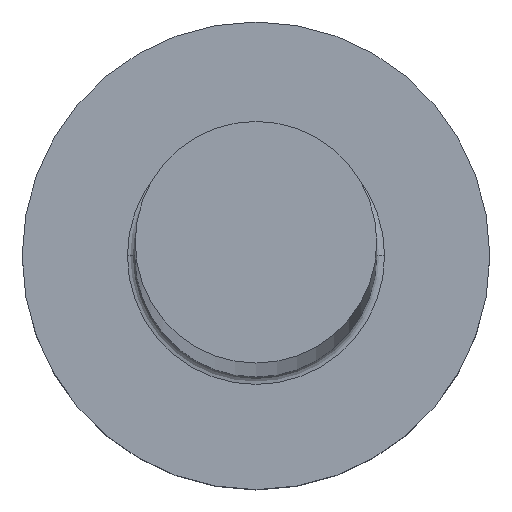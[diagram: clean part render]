
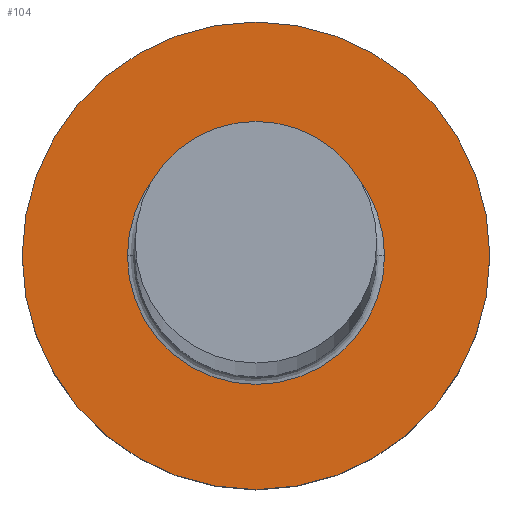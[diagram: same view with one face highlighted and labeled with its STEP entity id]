
A CAD part, top view. The second image highlights one B-rep face of the part: STEP entity #104.
In plain terms, the highlighted planar face has unit normal (0, 0, 1).
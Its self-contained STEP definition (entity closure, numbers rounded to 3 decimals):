
#13 = CARTESIAN_POINT ( 'NONE',  ( 0., 0., 5. ) ) ;
#16 = EDGE_CURVE ( 'NONE', #299, #45, #293, .T. ) ;
#17 = AXIS2_PLACEMENT_3D ( 'NONE', #124, #193, #171 ) ;
#22 = CARTESIAN_POINT ( 'NONE',  ( 0., 0., 5. ) ) ;
#23 = CIRCLE ( 'NONE', #167, 3.3 ) ;
#35 = ORIENTED_EDGE ( 'NONE', *, *, #49, .T. ) ;
#40 = AXIS2_PLACEMENT_3D ( 'NONE', #95, #144, #235 ) ;
#41 = EDGE_CURVE ( 'NONE', #45, #299, #23, .T. ) ;
#45 = VERTEX_POINT ( 'NONE', #47 ) ;
#47 = CARTESIAN_POINT ( 'NONE',  ( -3.3, 0., 5. ) ) ;
#49 = EDGE_CURVE ( 'NONE', #233, #254, #182, .T. ) ;
#67 = DIRECTION ( 'NONE',  ( 0., 0., 1. ) ) ;
#69 = ORIENTED_EDGE ( 'NONE', *, *, #16, .T. ) ;
#70 = EDGE_LOOP ( 'NONE', ( #69, #188 ) ) ;
#72 = AXIS2_PLACEMENT_3D ( 'NONE', #13, #67, #226 ) ;
#95 = CARTESIAN_POINT ( 'NONE',  ( 0., 0., 5. ) ) ;
#101 = CIRCLE ( 'NONE', #72, 6. ) ;
#104 = ADVANCED_FACE ( 'NONE', ( #238, #307 ), #305, .T. ) ;
#124 = CARTESIAN_POINT ( 'NONE',  ( 0., 0., 5. ) ) ;
#143 = DIRECTION ( 'NONE',  ( 1., 0., 0. ) ) ;
#144 = DIRECTION ( 'NONE',  ( 0., 0., 1. ) ) ;
#152 = CARTESIAN_POINT ( 'NONE',  ( 3.3, 0., 5. ) ) ;
#167 = AXIS2_PLACEMENT_3D ( 'NONE', #256, #192, #280 ) ;
#171 = DIRECTION ( 'NONE',  ( 1., 0., 0. ) ) ;
#182 = CIRCLE ( 'NONE', #40, 6. ) ;
#188 = ORIENTED_EDGE ( 'NONE', *, *, #41, .T. ) ;
#192 = DIRECTION ( 'NONE',  ( 0., 0., -1. ) ) ;
#193 = DIRECTION ( 'NONE',  ( 0., 0., 1. ) ) ;
#207 = AXIS2_PLACEMENT_3D ( 'NONE', #22, #257, #143 ) ;
#220 = CARTESIAN_POINT ( 'NONE',  ( 6., 0., 5. ) ) ;
#226 = DIRECTION ( 'NONE',  ( 1., 0., 0. ) ) ;
#233 = VERTEX_POINT ( 'NONE', #220 ) ;
#235 = DIRECTION ( 'NONE',  ( 1., 0., 0. ) ) ;
#238 = FACE_BOUND ( 'NONE', #70, .T. ) ;
#247 = EDGE_CURVE ( 'NONE', #254, #233, #101, .T. ) ;
#248 = ORIENTED_EDGE ( 'NONE', *, *, #247, .T. ) ;
#254 = VERTEX_POINT ( 'NONE', #273 ) ;
#256 = CARTESIAN_POINT ( 'NONE',  ( 0., 0., 5. ) ) ;
#257 = DIRECTION ( 'NONE',  ( 0., 0., -1. ) ) ;
#273 = CARTESIAN_POINT ( 'NONE',  ( -6., 0., 5. ) ) ;
#277 = EDGE_LOOP ( 'NONE', ( #248, #35 ) ) ;
#280 = DIRECTION ( 'NONE',  ( 1., 0., 0. ) ) ;
#293 = CIRCLE ( 'NONE', #207, 3.3 ) ;
#299 = VERTEX_POINT ( 'NONE', #152 ) ;
#305 = PLANE ( 'NONE',  #17 ) ;
#307 = FACE_OUTER_BOUND ( 'NONE', #277, .T. ) ;
